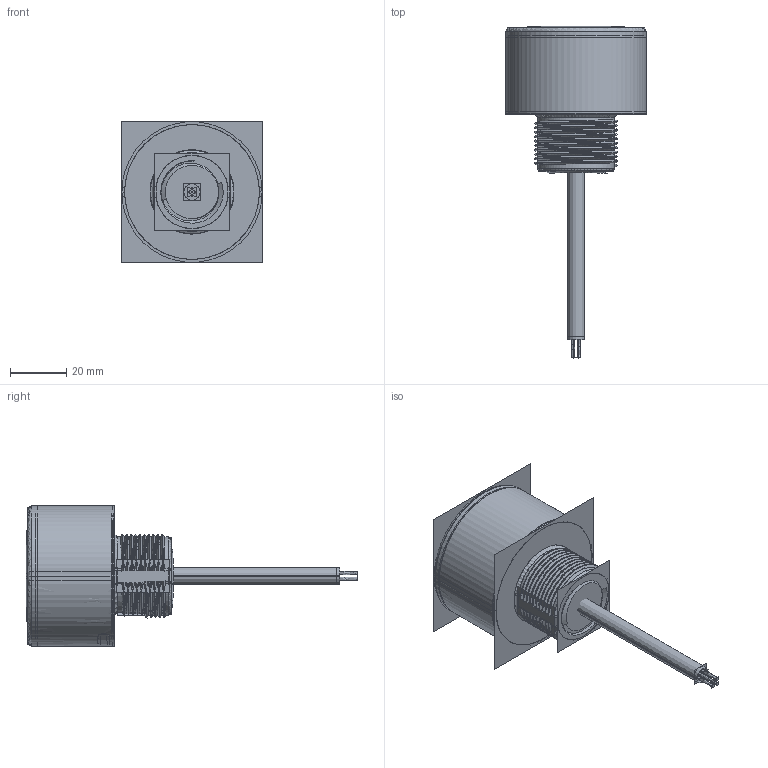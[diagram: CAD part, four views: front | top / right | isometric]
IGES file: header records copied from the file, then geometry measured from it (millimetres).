
Start section:  PTC IGES file: 225364.igs
Global section: file name: 225364.igs; native system: Creo Parametric by PTC Inc.; preprocessor: 2019292; author: PDMAdmin; organization: Unknown; date: 20220311.113359; units: millimetre
Bounding box: 50 x 118.11 x 50 mm (x, y, z)
Volume: 73147.8 mm3; surface area: 64124.8 mm2
Topology: 1 solids, 1 shells, 448 faces, 2258 edges, 2831 vertices
Faces by surface type: bspline 234, revolution 214
